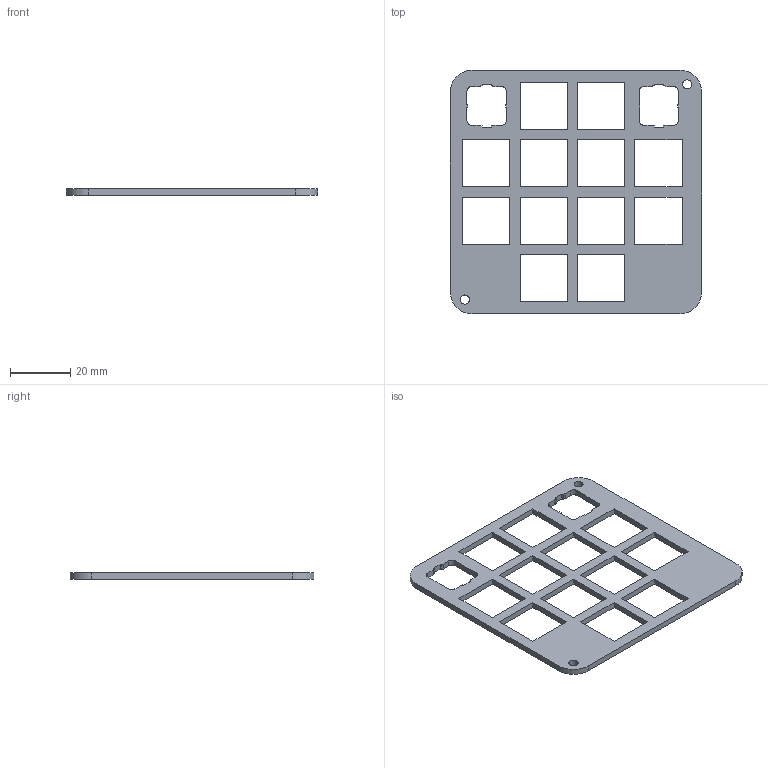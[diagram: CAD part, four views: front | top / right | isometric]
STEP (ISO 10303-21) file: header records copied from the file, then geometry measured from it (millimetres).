
FILE_DESCRIPTION(/* description */ (''),/* implementation_level */ '2;1');
FILE_NAME(/* name */ 'Top.step',/* time_stamp */ '2025-12-29T14:23:26+01:00',/* author */ (''),/* organization */ (''),/* preprocessor_version */ 'ST-DEVELOPER v20.1',/* originating_system */ 'Autodesk Translation Framework v14.21.0.0',/* authorisation */ '');
FILE_SCHEMA (('AUTOMOTIVE_DESIGN { 1 0 10303 214 3 1 1 }'));
Length unit declared in the file: millimetre
Products named in the file (1): Top
Bounding box: 83.34 x 80.96 x 2 mm (x, y, z)
Volume: 6787.8 mm3; surface area: 9172.8 mm2
Topology: 1 solids, 1 shells, 124 faces, 366 edges, 244 vertices
Faces by surface type: plane 102, cylinder 22
Full cylindrical faces by diameter (mm): 3 x1, 3.063 x1
Entity records: 4198 total; most frequent: CARTESIAN_POINT 735, ORIENTED_EDGE 732, DIRECTION 660, EDGE_CURVE 366, LINE 322, VECTOR 322, VERTEX_POINT 244, AXIS2_PLACEMENT_3D 169
